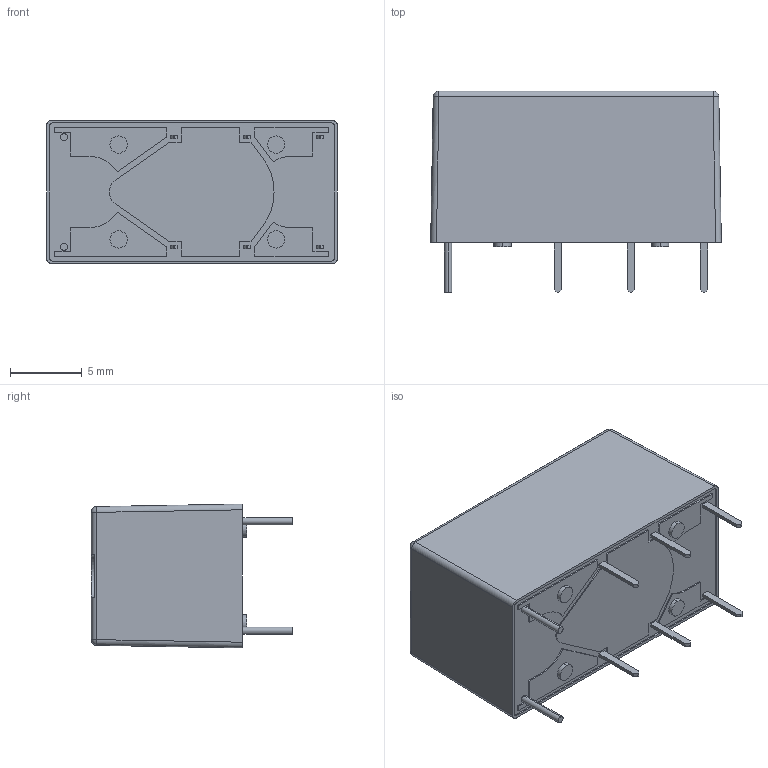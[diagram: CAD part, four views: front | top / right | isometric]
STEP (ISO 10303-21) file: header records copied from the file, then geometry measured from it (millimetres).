
FILE_DESCRIPTION (( 'STEP AP214' ), '1' );
FILE_NAME ('V23105A5001A201.STEP', '2021-08-21T08:35:57', ( '' ), ( '' ), 'SwSTEP 2.0', 'SolidWorks 2018', '' );
FILE_SCHEMA (( 'AUTOMOTIVE_DESIGN' ));
Length unit declared in the file: millimetre
Products named in the file (1): V23105A5001A201
Bounding box: 20.2 x 14 x 10 mm (x, y, z)
Volume: 2056.9 mm3; surface area: 1066.7 mm2
Topology: 1 solids, 1 shells, 145 faces, 367 edges, 238 vertices
Faces by surface type: plane 109, cylinder 28, sphere 4, bspline 4
Entity records: 5928 total; most frequent: CARTESIAN_POINT 811, ORIENTED_EDGE 726, DIRECTION 689, EDGE_CURVE 363, LINE 297, VECTOR 297, VERTEX_POINT 238, AXIS2_PLACEMENT_3D 196
